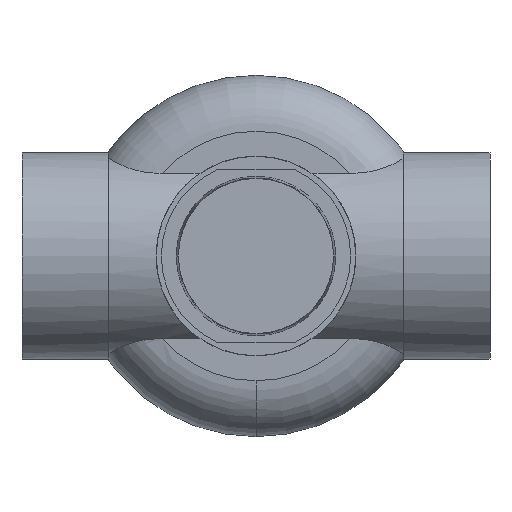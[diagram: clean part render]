
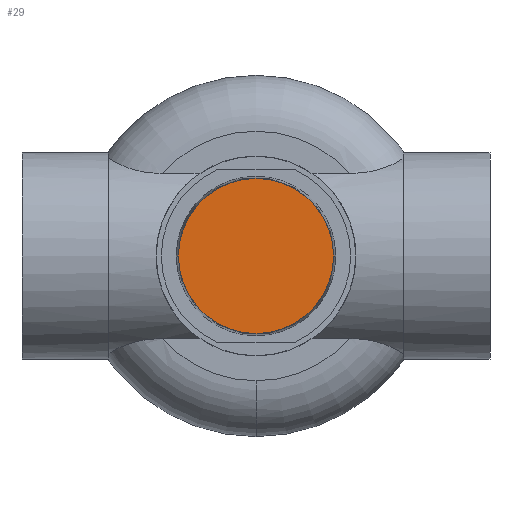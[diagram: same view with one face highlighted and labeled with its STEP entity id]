
A CAD part, front view. The second image highlights one B-rep face of the part: STEP entity #29.
In plain terms, the highlighted planar face has unit normal (0, -1, 0).
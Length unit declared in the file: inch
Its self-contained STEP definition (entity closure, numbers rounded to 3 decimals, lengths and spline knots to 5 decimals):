
#29 = ADVANCED_FACE ( 'NONE', ( #2098 ), #49, .F. ) ;
#38 = DIRECTION ( 'NONE',  ( 0., 1., 0. ) ) ;
#49 = PLANE ( 'NONE',  #619 ) ;
#189 = CIRCLE ( 'NONE', #1954, 1.12727 ) ;
#210 = EDGE_CURVE ( 'NONE', #2698, #729, #189, .T. ) ;
#231 = CARTESIAN_POINT ( 'NONE',  ( 1.12727, -4.53, 0. ) ) ;
#401 = EDGE_LOOP ( 'NONE', ( #1404, #1012 ) ) ;
#495 = EDGE_CURVE ( 'NONE', #729, #2698, #2138, .T. ) ;
#619 = AXIS2_PLACEMENT_3D ( 'NONE', #1244, #38, #1235 ) ;
#729 = VERTEX_POINT ( 'NONE', #1506 ) ;
#1012 = ORIENTED_EDGE ( 'NONE', *, *, #210, .T. ) ;
#1032 = DIRECTION ( 'NONE',  ( 0., -1., 0. ) ) ;
#1235 = DIRECTION ( 'NONE',  ( -1., 0., 0. ) ) ;
#1244 = CARTESIAN_POINT ( 'NONE',  ( 0., -4.53, 0. ) ) ;
#1275 = DIRECTION ( 'NONE',  ( 0., -1., 0. ) ) ;
#1404 = ORIENTED_EDGE ( 'NONE', *, *, #495, .T. ) ;
#1506 = CARTESIAN_POINT ( 'NONE',  ( -1.12727, -4.53, 0. ) ) ;
#1954 = AXIS2_PLACEMENT_3D ( 'NONE', #2039, #1275, #2232 ) ;
#2039 = CARTESIAN_POINT ( 'NONE',  ( 0., -4.53, 0. ) ) ;
#2098 = FACE_OUTER_BOUND ( 'NONE', #401, .T. ) ;
#2138 = CIRCLE ( 'NONE', #3032, 1.12727 ) ;
#2232 = DIRECTION ( 'NONE',  ( 1., 0., 0. ) ) ;
#2481 = DIRECTION ( 'NONE',  ( 1., 0., 0. ) ) ;
#2698 = VERTEX_POINT ( 'NONE', #231 ) ;
#2740 = CARTESIAN_POINT ( 'NONE',  ( 0., -4.53, 0. ) ) ;
#3032 = AXIS2_PLACEMENT_3D ( 'NONE', #2740, #1032, #2481 ) ;
